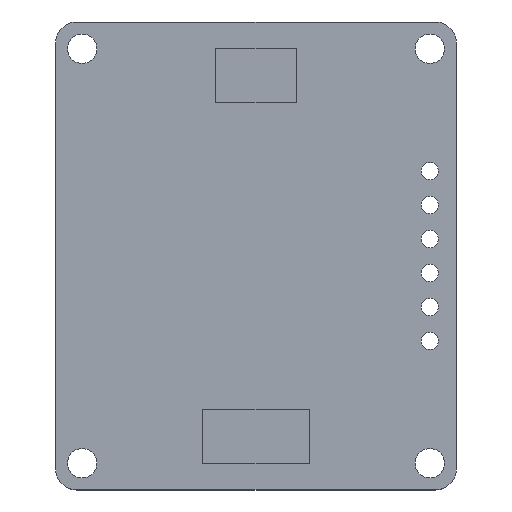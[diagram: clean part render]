
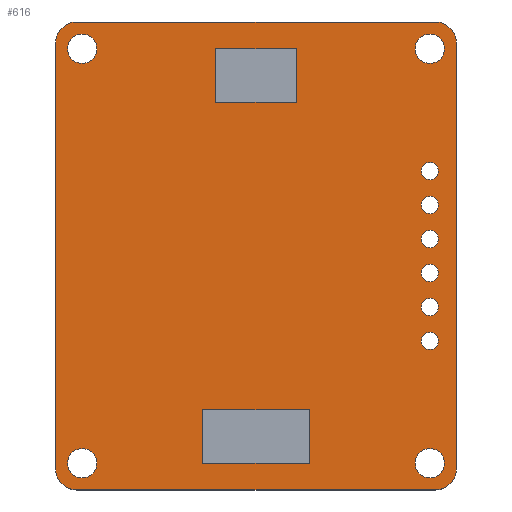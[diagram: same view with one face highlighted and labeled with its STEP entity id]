
A CAD part, top view. The second image highlights one B-rep face of the part: STEP entity #616.
In plain terms, the highlighted planar face has unit normal (0, 0, 1).
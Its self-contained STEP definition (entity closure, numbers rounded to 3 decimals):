
#25=FACE_BOUND('',#171,.T.);
#26=FACE_BOUND('',#172,.T.);
#27=FACE_BOUND('',#173,.T.);
#28=FACE_BOUND('',#174,.T.);
#29=FACE_BOUND('',#175,.T.);
#30=FACE_BOUND('',#176,.T.);
#31=FACE_BOUND('',#177,.T.);
#32=FACE_BOUND('',#178,.T.);
#33=FACE_BOUND('',#179,.T.);
#34=FACE_BOUND('',#180,.T.);
#35=CIRCLE('',#647,0.647);
#37=CIRCLE('',#650,0.647);
#39=CIRCLE('',#653,0.648);
#41=CIRCLE('',#656,0.647);
#43=CIRCLE('',#659,0.647);
#45=CIRCLE('',#662,0.647);
#48=CIRCLE('',#666,1.1);
#50=CIRCLE('',#669,1.1);
#52=CIRCLE('',#672,1.1);
#54=CIRCLE('',#675,1.1);
#55=CIRCLE('',#677,1.6);
#57=CIRCLE('',#681,1.6);
#59=CIRCLE('',#685,1.6);
#61=CIRCLE('',#689,1.6);
#128=FACE_OUTER_BOUND('',#170,.T.);
#170=EDGE_LOOP('',(#549,#550,#551,#552,#553,#554,#555,#556));
#171=EDGE_LOOP('',(#557));
#172=EDGE_LOOP('',(#558));
#173=EDGE_LOOP('',(#559));
#174=EDGE_LOOP('',(#560));
#175=EDGE_LOOP('',(#561));
#176=EDGE_LOOP('',(#562));
#177=EDGE_LOOP('',(#563));
#178=EDGE_LOOP('',(#564));
#179=EDGE_LOOP('',(#565));
#180=EDGE_LOOP('',(#566));
#217=LINE('',#996,#267);
#221=LINE('',#1008,#271);
#225=LINE('',#1020,#275);
#229=LINE('',#1031,#279);
#267=VECTOR('',#827,10.);
#271=VECTOR('',#839,10.);
#275=VECTOR('',#851,10.);
#279=VECTOR('',#863,10.);
#297=VERTEX_POINT('',#926);
#299=VERTEX_POINT('',#932);
#301=VERTEX_POINT('',#938);
#303=VERTEX_POINT('',#944);
#305=VERTEX_POINT('',#950);
#307=VERTEX_POINT('',#956);
#310=VERTEX_POINT('',#964);
#312=VERTEX_POINT('',#970);
#314=VERTEX_POINT('',#976);
#316=VERTEX_POINT('',#982);
#317=VERTEX_POINT('',#986);
#318=VERTEX_POINT('',#987);
#321=VERTEX_POINT('',#995);
#323=VERTEX_POINT('',#1001);
#325=VERTEX_POINT('',#1007);
#327=VERTEX_POINT('',#1013);
#329=VERTEX_POINT('',#1019);
#331=VERTEX_POINT('',#1025);
#357=EDGE_CURVE('',#297,#297,#35,.T.);
#360=EDGE_CURVE('',#299,#299,#37,.T.);
#363=EDGE_CURVE('',#301,#301,#39,.T.);
#366=EDGE_CURVE('',#303,#303,#41,.T.);
#369=EDGE_CURVE('',#305,#305,#43,.T.);
#372=EDGE_CURVE('',#307,#307,#45,.T.);
#377=EDGE_CURVE('',#310,#310,#48,.T.);
#380=EDGE_CURVE('',#312,#312,#50,.T.);
#383=EDGE_CURVE('',#314,#314,#52,.T.);
#386=EDGE_CURVE('',#316,#316,#54,.T.);
#387=EDGE_CURVE('',#317,#318,#55,.T.);
#391=EDGE_CURVE('',#321,#317,#217,.T.);
#394=EDGE_CURVE('',#323,#321,#57,.T.);
#397=EDGE_CURVE('',#325,#323,#221,.T.);
#400=EDGE_CURVE('',#327,#325,#59,.T.);
#403=EDGE_CURVE('',#329,#327,#225,.T.);
#406=EDGE_CURVE('',#331,#329,#61,.T.);
#409=EDGE_CURVE('',#318,#331,#229,.T.);
#549=ORIENTED_EDGE('',*,*,#409,.F.);
#550=ORIENTED_EDGE('',*,*,#387,.F.);
#551=ORIENTED_EDGE('',*,*,#391,.F.);
#552=ORIENTED_EDGE('',*,*,#394,.F.);
#553=ORIENTED_EDGE('',*,*,#397,.F.);
#554=ORIENTED_EDGE('',*,*,#400,.F.);
#555=ORIENTED_EDGE('',*,*,#403,.F.);
#556=ORIENTED_EDGE('',*,*,#406,.F.);
#557=ORIENTED_EDGE('',*,*,#357,.T.);
#558=ORIENTED_EDGE('',*,*,#360,.T.);
#559=ORIENTED_EDGE('',*,*,#363,.T.);
#560=ORIENTED_EDGE('',*,*,#366,.T.);
#561=ORIENTED_EDGE('',*,*,#369,.T.);
#562=ORIENTED_EDGE('',*,*,#372,.T.);
#563=ORIENTED_EDGE('',*,*,#386,.F.);
#564=ORIENTED_EDGE('',*,*,#383,.F.);
#565=ORIENTED_EDGE('',*,*,#380,.F.);
#566=ORIENTED_EDGE('',*,*,#377,.F.);
#584=PLANE('',#693);
#616=ADVANCED_FACE('',(#128,#25,#26,#27,#28,#29,#30,#31,#32,#33,#34),#584,
 .F.);
#647=AXIS2_PLACEMENT_3D('',#927,#749,#750);
#650=AXIS2_PLACEMENT_3D('',#933,#756,#757);
#653=AXIS2_PLACEMENT_3D('',#939,#763,#764);
#656=AXIS2_PLACEMENT_3D('',#945,#770,#771);
#659=AXIS2_PLACEMENT_3D('',#951,#777,#778);
#662=AXIS2_PLACEMENT_3D('',#957,#784,#785);
#666=AXIS2_PLACEMENT_3D('',#966,#794,#795);
#669=AXIS2_PLACEMENT_3D('',#972,#801,#802);
#672=AXIS2_PLACEMENT_3D('',#978,#808,#809);
#675=AXIS2_PLACEMENT_3D('',#984,#815,#816);
#677=AXIS2_PLACEMENT_3D('',#988,#819,#820);
#681=AXIS2_PLACEMENT_3D('',#1002,#832,#833);
#685=AXIS2_PLACEMENT_3D('',#1014,#844,#845);
#689=AXIS2_PLACEMENT_3D('',#1026,#856,#857);
#693=AXIS2_PLACEMENT_3D('',#1034,#867,#868);
#749=DIRECTION('center_axis',(0.,0.,-1.));
#750=DIRECTION('ref_axis',(-1.,0.,0.));
#756=DIRECTION('center_axis',(0.,0.,-1.));
#757=DIRECTION('ref_axis',(-1.,0.,0.));
#763=DIRECTION('center_axis',(0.,0.,-1.));
#764=DIRECTION('ref_axis',(-1.,0.,0.));
#770=DIRECTION('center_axis',(0.,0.,-1.));
#771=DIRECTION('ref_axis',(-1.,0.,0.));
#777=DIRECTION('center_axis',(0.,0.,-1.));
#778=DIRECTION('ref_axis',(-1.,0.,0.));
#784=DIRECTION('center_axis',(0.,0.,-1.));
#785=DIRECTION('ref_axis',(-1.,0.,0.));
#794=DIRECTION('center_axis',(0.,0.,1.));
#795=DIRECTION('ref_axis',(1.,0.,0.));
#801=DIRECTION('center_axis',(0.,0.,1.));
#802=DIRECTION('ref_axis',(1.,0.,0.));
#808=DIRECTION('center_axis',(0.,0.,1.));
#809=DIRECTION('ref_axis',(1.,0.,0.));
#815=DIRECTION('center_axis',(0.,0.,1.));
#816=DIRECTION('ref_axis',(1.,0.,0.));
#819=DIRECTION('center_axis',(0.,0.,-1.));
#820=DIRECTION('ref_axis',(-1.,0.,0.));
#827=DIRECTION('',(0.,1.,0.));
#832=DIRECTION('center_axis',(0.,0.,-1.));
#833=DIRECTION('ref_axis',(0.,-1.,0.));
#839=DIRECTION('',(-1.,0.,0.));
#844=DIRECTION('center_axis',(0.,0.,-1.));
#845=DIRECTION('ref_axis',(1.,0.,0.));
#851=DIRECTION('',(0.,-1.,0.));
#856=DIRECTION('center_axis',(0.,0.,-1.));
#857=DIRECTION('ref_axis',(0.,1.,0.));
#863=DIRECTION('',(1.,0.,0.));
#867=DIRECTION('center_axis',(0.,0.,-1.));
#868=DIRECTION('ref_axis',(1.,0.,0.));
#926=CARTESIAN_POINT('',(13.648,1.27,-7.5));
#927=CARTESIAN_POINT('Origin',(13.,1.27,-7.5));
#932=CARTESIAN_POINT('',(13.648,-6.35,-7.5));
#933=CARTESIAN_POINT('Origin',(13.,-6.35,-7.5));
#938=CARTESIAN_POINT('',(13.648,3.81,-7.5));
#939=CARTESIAN_POINT('Origin',(13.,3.81,-7.5));
#944=CARTESIAN_POINT('',(13.648,-1.27,-7.5));
#945=CARTESIAN_POINT('Origin',(13.,-1.27,-7.5));
#950=CARTESIAN_POINT('',(13.648,-3.81,-7.5));
#951=CARTESIAN_POINT('Origin',(13.,-3.81,-7.5));
#956=CARTESIAN_POINT('',(13.648,6.35,-7.5));
#957=CARTESIAN_POINT('Origin',(13.,6.35,-7.5));
#964=CARTESIAN_POINT('',(11.9,-15.5,-7.5));
#966=CARTESIAN_POINT('Origin',(13.,-15.5,-7.5));
#970=CARTESIAN_POINT('',(11.9,15.5,-7.5));
#972=CARTESIAN_POINT('Origin',(13.,15.5,-7.5));
#976=CARTESIAN_POINT('',(-14.1,-15.5,-7.5));
#978=CARTESIAN_POINT('Origin',(-13.,-15.5,-7.5));
#982=CARTESIAN_POINT('',(-14.1,15.5,-7.5));
#984=CARTESIAN_POINT('Origin',(-13.,15.5,-7.5));
#986=CARTESIAN_POINT('',(-15.,15.9,-7.5));
#987=CARTESIAN_POINT('',(-13.4,17.5,-7.5));
#988=CARTESIAN_POINT('Origin',(-13.4,15.9,-7.5));
#995=CARTESIAN_POINT('',(-15.,-15.9,-7.5));
#996=CARTESIAN_POINT('',(-15.,-15.9,-7.5));
#1001=CARTESIAN_POINT('',(-13.4,-17.5,-7.5));
#1002=CARTESIAN_POINT('Origin',(-13.4,-15.9,-7.5));
#1007=CARTESIAN_POINT('',(13.4,-17.5,-7.5));
#1008=CARTESIAN_POINT('',(13.4,-17.5,-7.5));
#1013=CARTESIAN_POINT('',(15.,-15.9,-7.5));
#1014=CARTESIAN_POINT('Origin',(13.4,-15.9,-7.5));
#1019=CARTESIAN_POINT('',(15.,15.9,-7.5));
#1020=CARTESIAN_POINT('',(15.,15.9,-7.5));
#1025=CARTESIAN_POINT('',(13.4,17.5,-7.5));
#1026=CARTESIAN_POINT('Origin',(13.4,15.9,-7.5));
#1031=CARTESIAN_POINT('',(-13.4,17.5,-7.5));
#1034=CARTESIAN_POINT('Origin',(0.,0.,-7.5));
